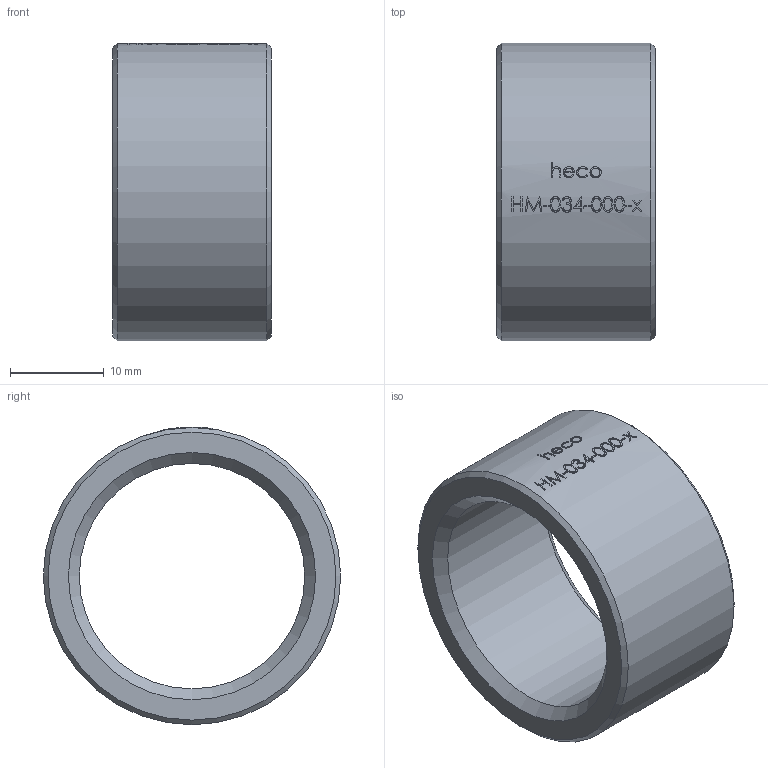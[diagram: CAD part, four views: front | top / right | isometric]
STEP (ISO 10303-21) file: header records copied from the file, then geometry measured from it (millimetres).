
FILE_DESCRIPTION (( 'STEP AP214' ), '1' );
FILE_NAME ('HM-034-000-x halbe Muffe 2305.STEP', '2023-05-05T09:05:04', ( '' ), ( '' ), 'SwSTEP 2.0', 'SolidWorks 2019', '' );
FILE_SCHEMA (( 'AUTOMOTIVE_DESIGN' ));
Length unit declared in the file: millimetre
Products named in the file (1): HM-034-000-x halbe Muffe 2305
Bounding box: 17 x 31.8 x 31.83 mm (x, y, z)
Volume: 5604.5 mm3; surface area: 3506.2 mm2
Topology: 1 solids, 1 shells, 194 faces, 503 edges, 334 vertices
Faces by surface type: bspline 85, plane 80, cylinder 25, cone 4
Full cylindrical faces by diameter (mm): 24.12 x1, 31.8 x1
Entity records: 11184 total; most frequent: CARTESIAN_POINT 5063, ORIENTED_EDGE 994, DIRECTION 559, EDGE_CURVE 497, VERTEX_POINT 334, LINE 231, VECTOR 231, EDGE_LOOP 225
